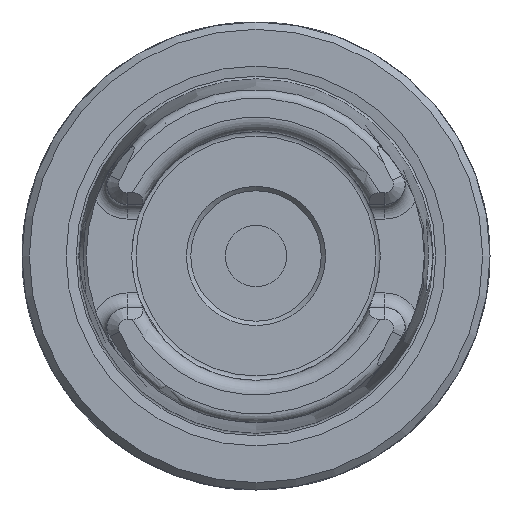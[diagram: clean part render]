
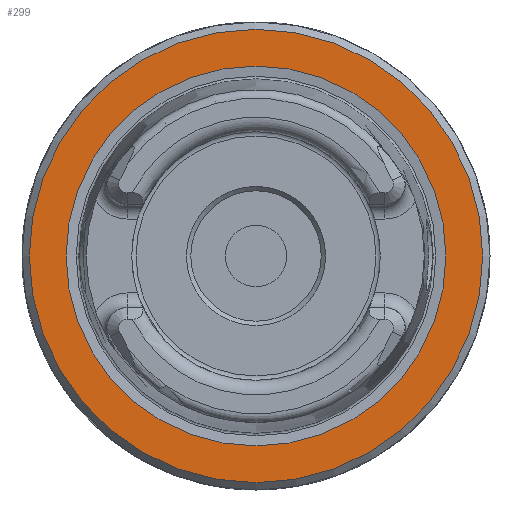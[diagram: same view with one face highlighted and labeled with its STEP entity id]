
A CAD part, left-side view. The second image highlights one B-rep face of the part: STEP entity #299.
In plain terms, the highlighted planar face has unit normal (-1, 0, 0).
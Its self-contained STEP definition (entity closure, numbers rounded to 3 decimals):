
#299 = ADVANCED_FACE( '', ( #851, #852 ), #853, .T. );
#851 = FACE_OUTER_BOUND( '', #1716, .T. );
#852 = FACE_BOUND( '', #1717, .T. );
#853 = PLANE( '', #1718 );
#1716 = EDGE_LOOP( '', ( #2874 ) );
#1717 = EDGE_LOOP( '', ( #2875 ) );
#1718 = AXIS2_PLACEMENT_3D( '', #2876, #2877, #2878 );
#2874 = ORIENTED_EDGE( '', *, *, #5114, .T. );
#2875 = ORIENTED_EDGE( '', *, *, #5115, .F. );
#2876 = CARTESIAN_POINT( '', ( 0., 0., 12.99 ) );
#2877 = DIRECTION( '', ( -1., 0., 0. ) );
#2878 = DIRECTION( '', ( 0., 0., 1. ) );
#5114 = EDGE_CURVE( '', #5986, #5986, #5987, .T. );
#5115 = EDGE_CURVE( '', #5988, #5988, #5989, .T. );
#5986 = VERTEX_POINT( '', #7262 );
#5987 = CIRCLE( '', #7263, 15.5 );
#5988 = VERTEX_POINT( '', #7264 );
#5989 = CIRCLE( '', #7265, 12.99 );
#7262 = CARTESIAN_POINT( '', ( 0., 0., 15.5 ) );
#7263 = AXIS2_PLACEMENT_3D( '', #10166, #10167, #10168 );
#7264 = CARTESIAN_POINT( '', ( 0., 0., 12.99 ) );
#7265 = AXIS2_PLACEMENT_3D( '', #10169, #10170, #10171 );
#10166 = CARTESIAN_POINT( '', ( 0., 0., 0. ) );
#10167 = DIRECTION( '', ( -1., 0., 0. ) );
#10168 = DIRECTION( '', ( 0., 0., 1. ) );
#10169 = CARTESIAN_POINT( '', ( 0., 0., 0. ) );
#10170 = DIRECTION( '', ( -1., 0., 0. ) );
#10171 = DIRECTION( '', ( 0., 0., 1. ) );
